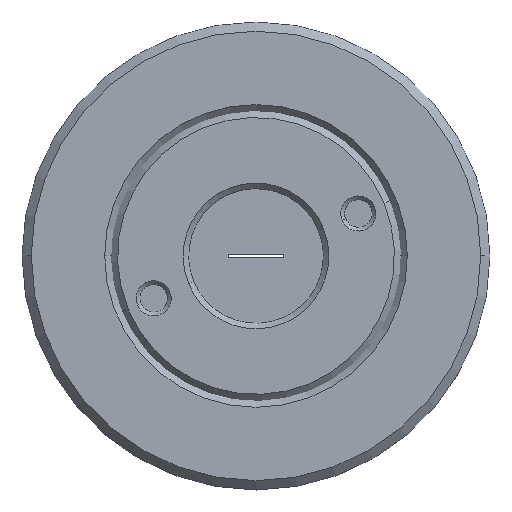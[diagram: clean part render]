
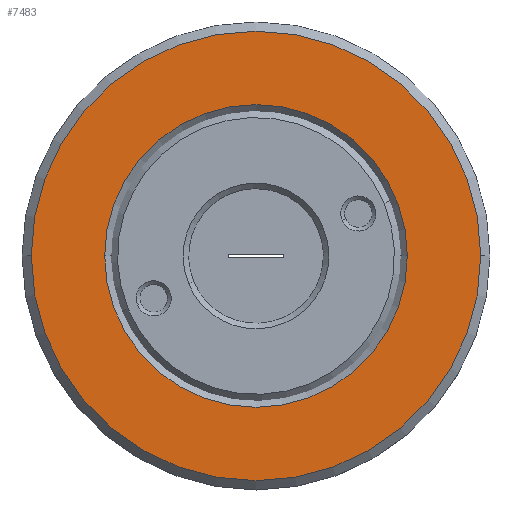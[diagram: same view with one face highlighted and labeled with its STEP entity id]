
A CAD part, top view. The second image highlights one B-rep face of the part: STEP entity #7483.
In plain terms, the highlighted planar face has unit normal (0, 0, 1).
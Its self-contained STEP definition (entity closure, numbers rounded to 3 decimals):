
#52 = AXIS2_PLACEMENT_3D ( 'NONE', #13451, #12426, #13300 ) ;
#196 = VERTEX_POINT ( 'NONE', #3020 ) ;
#228 = DIRECTION ( 'NONE',  ( 1., 0., 0. ) ) ;
#937 = FACE_OUTER_BOUND ( 'NONE', #5213, .T. ) ;
#1037 = ORIENTED_EDGE ( 'NONE', *, *, #14212, .F. ) ;
#1198 = DIRECTION ( 'NONE',  ( 1., 0., 0. ) ) ;
#1316 = CIRCLE ( 'NONE', #52, 8.2 ) ;
#1437 = AXIS2_PLACEMENT_3D ( 'NONE', #10986, #1544, #6319 ) ;
#1544 = DIRECTION ( 'NONE',  ( 0., 0., -1. ) ) ;
#1971 = DIRECTION ( 'NONE',  ( -1., 0., 0. ) ) ;
#2319 = EDGE_CURVE ( 'NONE', #15438, #3541, #11734, .T. ) ;
#2447 = VERTEX_POINT ( 'NONE', #7384 ) ;
#3020 = CARTESIAN_POINT ( 'NONE',  ( -65.862, 0.98, 1.466 ) ) ;
#3518 = DIRECTION ( 'NONE',  ( 0., 0., -1. ) ) ;
#3541 = VERTEX_POINT ( 'NONE', #14401 ) ;
#3884 = EDGE_LOOP ( 'NONE', ( #14821, #15084 ) ) ;
#4674 = CIRCLE ( 'NONE', #1437, 12.175 ) ;
#5213 = EDGE_LOOP ( 'NONE', ( #1037, #6379 ) ) ;
#5724 = PLANE ( 'NONE',  #9763 ) ;
#6319 = DIRECTION ( 'NONE',  ( -1., 0., 0. ) ) ;
#6379 = ORIENTED_EDGE ( 'NONE', *, *, #2319, .F. ) ;
#7384 = CARTESIAN_POINT ( 'NONE',  ( -49.462, 0.98, 1.466 ) ) ;
#7436 = CIRCLE ( 'NONE', #13979, 8.2 ) ;
#7483 = ADVANCED_FACE ( 'NONE', ( #9530, #937 ), #5724, .T. ) ;
#8362 = DIRECTION ( 'NONE',  ( 0., 0., -1. ) ) ;
#8436 = CARTESIAN_POINT ( 'NONE',  ( -57.662, 0.98, 1.466 ) ) ;
#9530 = FACE_BOUND ( 'NONE', #3884, .T. ) ;
#9763 = AXIS2_PLACEMENT_3D ( 'NONE', #10542, #9918, #228 ) ;
#9918 = DIRECTION ( 'NONE',  ( 0., 0., 1. ) ) ;
#10542 = CARTESIAN_POINT ( 'NONE',  ( -57.662, 0.98, 1.466 ) ) ;
#10660 = EDGE_CURVE ( 'NONE', #196, #2447, #1316, .T. ) ;
#10986 = CARTESIAN_POINT ( 'NONE',  ( -57.662, 0.98, 1.466 ) ) ;
#10989 = AXIS2_PLACEMENT_3D ( 'NONE', #11877, #3518, #1971 ) ;
#11734 = CIRCLE ( 'NONE', #10989, 12.175 ) ;
#11877 = CARTESIAN_POINT ( 'NONE',  ( -57.662, 0.98, 1.466 ) ) ;
#12426 = DIRECTION ( 'NONE',  ( 0., 0., -1. ) ) ;
#13300 = DIRECTION ( 'NONE',  ( 1., 0., 0. ) ) ;
#13451 = CARTESIAN_POINT ( 'NONE',  ( -57.662, 0.98, 1.466 ) ) ;
#13489 = CARTESIAN_POINT ( 'NONE',  ( -45.487, 0.98, 1.466 ) ) ;
#13979 = AXIS2_PLACEMENT_3D ( 'NONE', #8436, #8362, #1198 ) ;
#14212 = EDGE_CURVE ( 'NONE', #3541, #15438, #4674, .T. ) ;
#14401 = CARTESIAN_POINT ( 'NONE',  ( -69.837, 0.98, 1.466 ) ) ;
#14821 = ORIENTED_EDGE ( 'NONE', *, *, #15287, .T. ) ;
#15084 = ORIENTED_EDGE ( 'NONE', *, *, #10660, .T. ) ;
#15287 = EDGE_CURVE ( 'NONE', #2447, #196, #7436, .T. ) ;
#15438 = VERTEX_POINT ( 'NONE', #13489 ) ;
